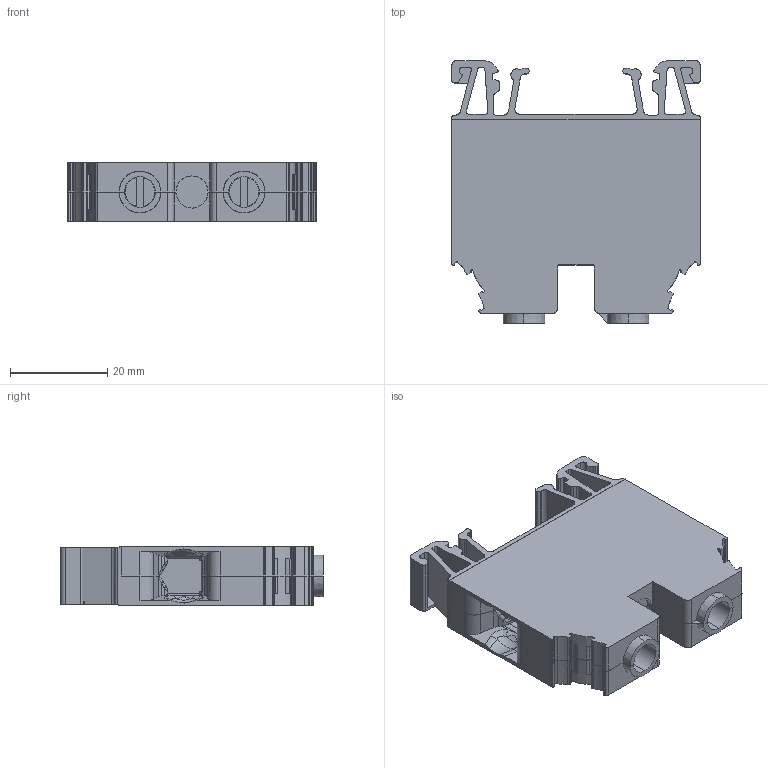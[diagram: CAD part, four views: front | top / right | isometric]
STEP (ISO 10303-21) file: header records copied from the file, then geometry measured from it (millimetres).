
FILE_DESCRIPTION (( 'STEP AP203' ), '1' );
FILE_NAME ('MRK 16.STEP', '2018-11-26T13:23:52', ( '' ), ( '' ), 'SwSTEP 2.0', 'SolidWorks 2011', '' );
FILE_SCHEMA (( 'CONFIG_CONTROL_DESIGN' ));
Length unit declared in the file: millimetre
Products named in the file (1): MRK 16
Bounding box: 51 x 54 x 12 mm (x, y, z)
Volume: 22434.4 mm3; surface area: 9622.7 mm2
Topology: 1 solids, 1 shells, 601 faces, 1730 edges, 1131 vertices
Faces by surface type: cylinder 264, plane 261, bspline 44, torus 18, cone 10, sphere 4
Entity records: 23356 total; most frequent: CARTESIAN_POINT 9211, ORIENTED_EDGE 3460, DIRECTION 2187, EDGE_CURVE 1730, VERTEX_POINT 1131, B_SPLINE_CURVE_WITH_KNOTS 807, VECTOR 749, LINE 749
